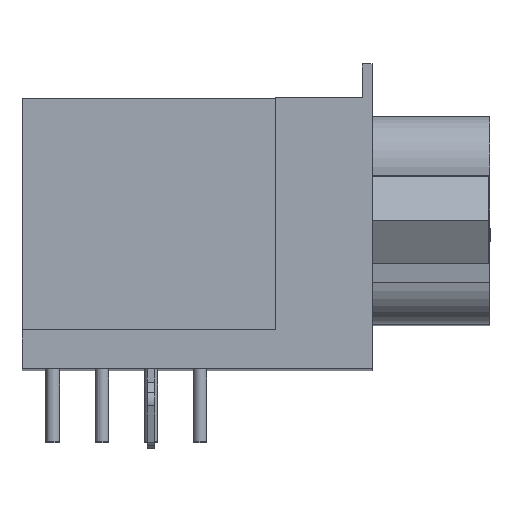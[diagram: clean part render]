
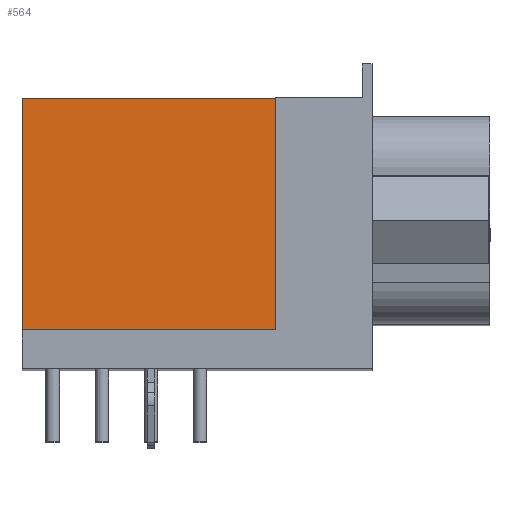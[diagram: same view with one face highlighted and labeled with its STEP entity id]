
A CAD part, top view. The second image highlights one B-rep face of the part: STEP entity #564.
In plain terms, the highlighted planar face has unit normal (0, 0, 1).
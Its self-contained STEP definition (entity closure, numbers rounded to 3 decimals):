
#564=ADVANCED_FACE('',(#722),#639,.T.);
#639=PLANE('',#3068);
#722=FACE_OUTER_BOUND('',#857,.T.);
#857=EDGE_LOOP('',(#1298,#1299,#1300,#1301));
#1298=ORIENTED_EDGE('',*,*,#1727,.F.);
#1299=ORIENTED_EDGE('',*,*,#1729,.F.);
#1300=ORIENTED_EDGE('',*,*,#1730,.F.);
#1301=ORIENTED_EDGE('',*,*,#1724,.F.);
#1518=VERTEX_POINT('',#4220);
#1519=VERTEX_POINT('',#4221);
#1520=VERTEX_POINT('',#4226);
#1521=VERTEX_POINT('',#4230);
#1724=EDGE_CURVE('',#1518,#1519,#2088,.T.);
#1727=EDGE_CURVE('',#1520,#1518,#2091,.T.);
#1729=EDGE_CURVE('',#1521,#1520,#2093,.T.);
#1730=EDGE_CURVE('',#1519,#1521,#2094,.T.);
#2088=LINE('',#4219,#2296);
#2091=LINE('',#4225,#2299);
#2093=LINE('',#4229,#2301);
#2094=LINE('',#4231,#2302);
#2296=VECTOR('',#3579,1.);
#2299=VECTOR('',#3584,1.);
#2301=VECTOR('',#3588,1.);
#2302=VECTOR('',#3589,1.);
#3068=AXIS2_PLACEMENT_3D('',#4232,#3590,#3591);
#3579=DIRECTION('',(-1.,0.,0.));
#3584=DIRECTION('',(0.,-1.,0.));
#3588=DIRECTION('',(1.,0.,0.));
#3589=DIRECTION('',(0.,1.,0.));
#3590=DIRECTION('',(0.,0.,1.));
#3591=DIRECTION('',(1.,0.,0.));
#4219=CARTESIAN_POINT('',(33.064,-10.85,60.95));
#4220=CARTESIAN_POINT('',(33.064,-10.85,60.95));
#4221=CARTESIAN_POINT('',(19.964,-10.85,60.95));
#4225=CARTESIAN_POINT('',(33.064,1.15,60.95));
#4226=CARTESIAN_POINT('',(33.064,1.15,60.95));
#4229=CARTESIAN_POINT('',(19.964,1.15,60.95));
#4230=CARTESIAN_POINT('',(19.964,1.15,60.95));
#4231=CARTESIAN_POINT('',(19.964,-10.85,60.95));
#4232=CARTESIAN_POINT('',(19.309,-11.45,60.95));
